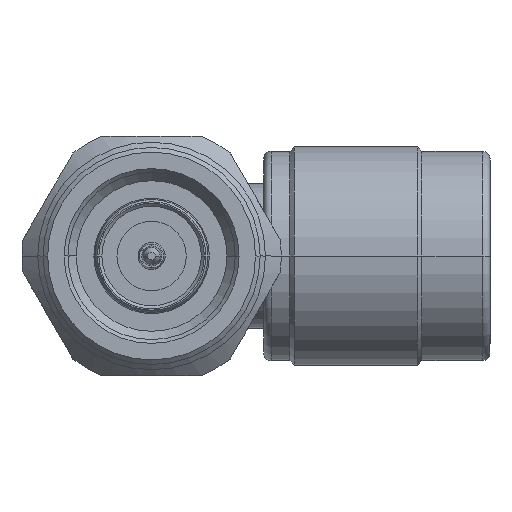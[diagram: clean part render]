
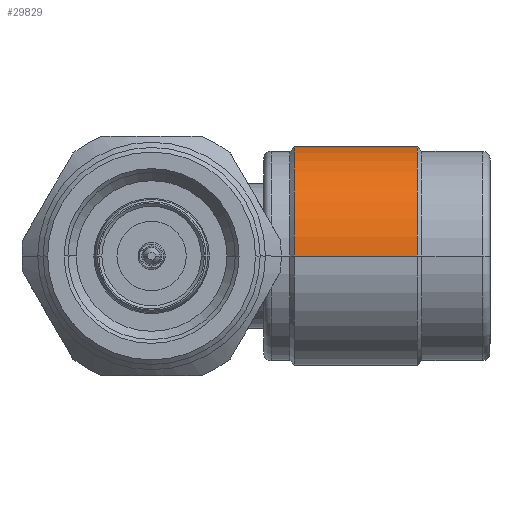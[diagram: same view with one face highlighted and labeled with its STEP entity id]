
A CAD part, left-side view. The second image highlights one B-rep face of the part: STEP entity #29829.
In plain terms, the highlighted cylindrical face has radius 7.252 mm (diameter 14.503 mm), a partial arc.
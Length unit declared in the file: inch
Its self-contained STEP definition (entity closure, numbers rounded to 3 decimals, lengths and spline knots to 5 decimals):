
#209 = EDGE_CURVE ( 'NONE', #13209, #45758, #19656, .T. ) ;
#586 = DIRECTION ( 'NONE',  ( 0., 0., -1. ) ) ;
#1753 = DIRECTION ( 'NONE',  ( 0., 0., -1. ) ) ;
#2390 = ORIENTED_EDGE ( 'NONE', *, *, #209, .F. ) ;
#2478 = CARTESIAN_POINT ( 'NONE',  ( 0., -0.2855, -0.0115 ) ) ;
#2732 = DIRECTION ( 'NONE',  ( 0., 0., -1. ) ) ;
#3328 = EDGE_LOOP ( 'NONE', ( #16543, #26982, #34314, #2390 ) ) ;
#6954 = EDGE_CURVE ( 'NONE', #28819, #45758, #43383, .T. ) ;
#8358 = DIRECTION ( 'NONE',  ( 0., 1., 0. ) ) ;
#8731 = CARTESIAN_POINT ( 'NONE',  ( 0., -0.2855, -0.3335 ) ) ;
#9400 = AXIS2_PLACEMENT_3D ( 'NONE', #22459, #48341, #8358 ) ;
#9620 = VERTEX_POINT ( 'NONE', #2478 ) ;
#10413 = CARTESIAN_POINT ( 'NONE',  ( 0., -0.2855, -0.924 ) ) ;
#11024 = EDGE_CURVE ( 'NONE', #9620, #28819, #49803, .T. ) ;
#13209 = VERTEX_POINT ( 'NONE', #24731 ) ;
#16543 = ORIENTED_EDGE ( 'NONE', *, *, #42178, .T. ) ;
#18286 = AXIS2_PLACEMENT_3D ( 'NONE', #42764, #2732, #20899 ) ;
#19656 = LINE ( 'NONE', #28017, #34871 ) ;
#20899 = DIRECTION ( 'NONE',  ( 0., 1., 0. ) ) ;
#22362 = CIRCLE ( 'NONE', #31531, 0.2855 ) ;
#22459 = CARTESIAN_POINT ( 'NONE',  ( 0., 0., -0.3335 ) ) ;
#24652 = CYLINDRICAL_SURFACE ( 'NONE', #18286, 0.2855 ) ;
#24731 = CARTESIAN_POINT ( 'NONE',  ( 0., 0.2855, -0.0115 ) ) ;
#26100 = VECTOR ( 'NONE', #586, 39.37008 ) ;
#26982 = ORIENTED_EDGE ( 'NONE', *, *, #11024, .T. ) ;
#28017 = CARTESIAN_POINT ( 'NONE',  ( 0., 0.2855, -0.924 ) ) ;
#28819 = VERTEX_POINT ( 'NONE', #8731 ) ;
#29829 = ADVANCED_FACE ( 'NONE', ( #37878 ), #24652, .T. ) ;
#31531 = AXIS2_PLACEMENT_3D ( 'NONE', #56603, #34195, #51714 ) ;
#34195 = DIRECTION ( 'NONE',  ( 0., 0., -1. ) ) ;
#34314 = ORIENTED_EDGE ( 'NONE', *, *, #6954, .T. ) ;
#34871 = VECTOR ( 'NONE', #1753, 39.37008 ) ;
#35394 = CARTESIAN_POINT ( 'NONE',  ( 0., 0.2855, -0.3335 ) ) ;
#37878 = FACE_OUTER_BOUND ( 'NONE', #3328, .T. ) ;
#42178 = EDGE_CURVE ( 'NONE', #13209, #9620, #22362, .T. ) ;
#42764 = CARTESIAN_POINT ( 'NONE',  ( 0., 0., -0.924 ) ) ;
#43383 = CIRCLE ( 'NONE', #9400, 0.2855 ) ;
#45758 = VERTEX_POINT ( 'NONE', #35394 ) ;
#48341 = DIRECTION ( 'NONE',  ( 0., 0., 1. ) ) ;
#49803 = LINE ( 'NONE', #10413, #26100 ) ;
#51714 = DIRECTION ( 'NONE',  ( 0., -1., 0. ) ) ;
#56603 = CARTESIAN_POINT ( 'NONE',  ( 0., 0., -0.0115 ) ) ;
